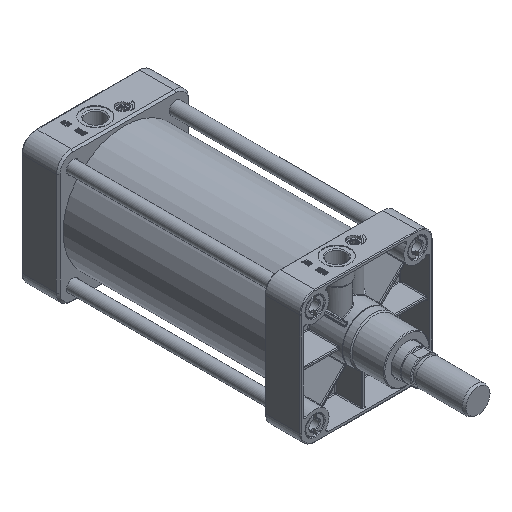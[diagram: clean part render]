
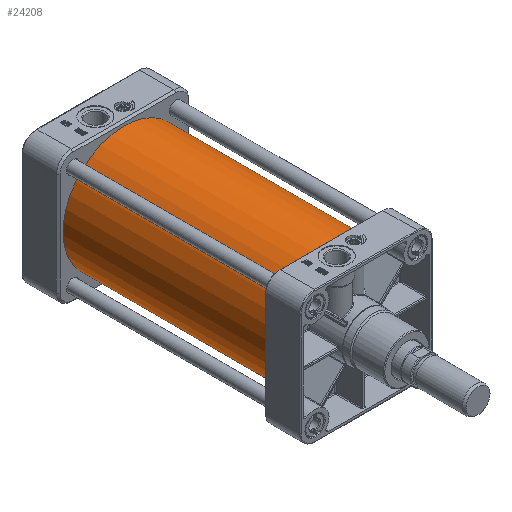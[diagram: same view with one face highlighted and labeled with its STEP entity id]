
A CAD part, isometric view. The second image highlights one B-rep face of the part: STEP entity #24208.
In plain terms, the highlighted cylindrical face has radius 83.5 mm (diameter 167 mm), a full revolution.
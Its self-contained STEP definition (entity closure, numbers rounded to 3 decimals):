
#24157=CARTESIAN_POINT('',(-32.,-140.0,77.125));
#24158=VERTEX_POINT('',#24157);
#24159=CARTESIAN_POINT('',(0.0,-140.0,0.0));
#24160=DIRECTION('',(0.0,1.0,0.0));
#24161=DIRECTION('',(1.0,0.0,0.0));
#24162=AXIS2_PLACEMENT_3D('',#24159,#24160,#24161);
#24163=CIRCLE('',#24162,83.5);
#24164=EDGE_CURVE('',#24158,#24158,#24163,.T.);
#24189=CARTESIAN_POINT('',(0.0,0.0,0.0));
#24190=DIRECTION('',(0.0,1.0,0.0));
#24191=DIRECTION('',(1.0,0.0,0.0));
#24192=AXIS2_PLACEMENT_3D('',#24189,#24190,#24191);
#24193=CYLINDRICAL_SURFACE('',#24192,83.5);
#24194=CARTESIAN_POINT('',(-32.,140.0,77.125));
#24195=VERTEX_POINT('',#24194);
#24196=CARTESIAN_POINT('',(0.0,140.0,0.0));
#24197=DIRECTION('',(0.0,-1.0,0.0));
#24198=DIRECTION('',(1.0,0.0,0.0));
#24199=AXIS2_PLACEMENT_3D('',#24196,#24197,#24198);
#24200=CIRCLE('',#24199,83.5);
#24201=EDGE_CURVE('',#24195,#24195,#24200,.T.);
#24202=ORIENTED_EDGE('',*,*,#24201,.T.);
#24203=EDGE_LOOP('',(#24202));
#24204=FACE_OUTER_BOUND('',#24203,.T.);
#24205=ORIENTED_EDGE('',*,*,#24164,.T.);
#24206=EDGE_LOOP('',(#24205));
#24207=FACE_BOUND('',#24206,.T.);
#24208=ADVANCED_FACE('',(#24204,#24207),#24193,.T.);
